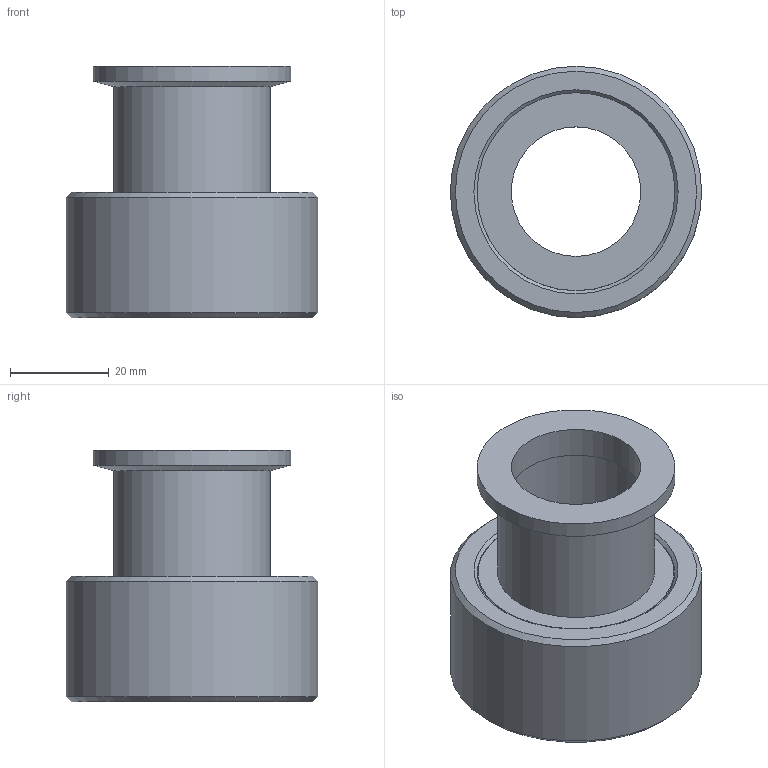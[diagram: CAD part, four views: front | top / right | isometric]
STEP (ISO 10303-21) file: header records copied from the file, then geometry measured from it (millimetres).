
FILE_DESCRIPTION(/* description */ (''),/* implementation_level */ '2;1');
FILE_NAME(/* name */ '1000009a.stp',/* time_stamp */ '2019-07-18T09:23:12-04:00',/* author */ ('Glen_C'),/* organization */ (''),/* preprocessor_version */ 'ST-DEVELOPER v16.13',/* originating_system */ 'Autodesk Inventor 2018',/* authorisation */ '');
FILE_SCHEMA (('AUTOMOTIVE_DESIGN { 1 0 10303 214 3 1 1 }'));
Length unit declared in the file: inch
Products named in the file (1): 1000009_S
Bounding box: 50.8 x 50.8 x 50.93 mm (x, y, z)
Volume: 39931.3 mm3; surface area: 17528.7 mm2
Topology: 1 solids, 4 shells, 35 faces, 65 edges, 42 vertices
Faces by surface type: cylinder 13, plane 12, cone 6, torus 4
Full cylindrical faces by diameter (mm): 26.187 x1, 28.575 x1, 28.956 x3, 31.75 x1, 34.925 x2, 39.218 x1, 39.624 x1, 39.903 x1, 40.005 x1, 50.8 x1
Entity records: 811 total; most frequent: DIRECTION 142, CARTESIAN_POINT 106, AXIS2_PLACEMENT_3D 71, EDGE_LOOP 70, ORIENTED_EDGE 70, STYLED_ITEM 36, FACE_BOUND 35, FACE_OUTER_BOUND 35
